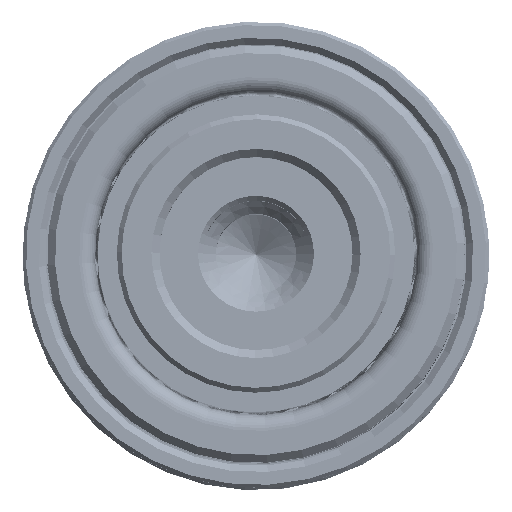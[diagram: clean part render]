
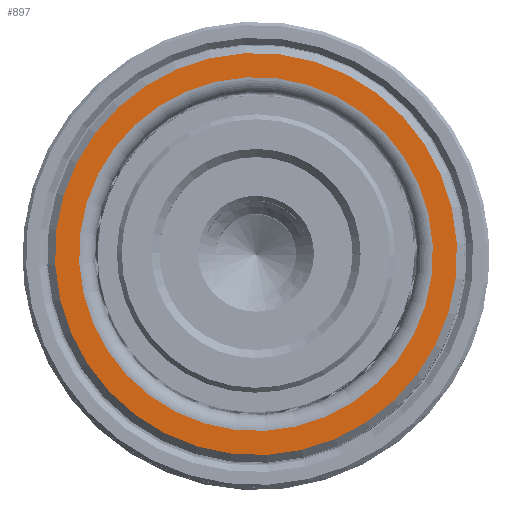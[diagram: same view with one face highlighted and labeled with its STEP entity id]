
A CAD part, top view. The second image highlights one B-rep face of the part: STEP entity #897.
In plain terms, the highlighted planar face has unit normal (0, 0, 1).
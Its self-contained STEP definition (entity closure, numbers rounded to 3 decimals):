
#148 = AXIS2_PLACEMENT_3D ( 'NONE', #29392, #14245, #31937 ) ;
#897 = ADVANCED_FACE ( 'NONE', ( #29340, #22601 ), #24909, .T. ) ;
#1468 = CARTESIAN_POINT ( 'NONE',  ( 0., 0., 35. ) ) ;
#1855 = VERTEX_POINT ( 'NONE', #3005 ) ;
#2050 = ORIENTED_EDGE ( 'NONE', *, *, #10984, .T. ) ;
#2522 = AXIS2_PLACEMENT_3D ( 'NONE', #1468, #19445, #4074 ) ;
#3005 = CARTESIAN_POINT ( 'NONE',  ( 12.5, 0., 35. ) ) ;
#3070 = ORIENTED_EDGE ( 'NONE', *, *, #29375, .T. ) ;
#4074 = DIRECTION ( 'NONE',  ( 1., 0., 0. ) ) ;
#4147 = ORIENTED_EDGE ( 'NONE', *, *, #5125, .T. ) ;
#4448 = CIRCLE ( 'NONE', #27433, 11. ) ;
#5125 = EDGE_CURVE ( 'NONE', #22421, #6372, #4448, .T. ) ;
#6372 = VERTEX_POINT ( 'NONE', #28701 ) ;
#8286 = AXIS2_PLACEMENT_3D ( 'NONE', #25920, #23361, #23253 ) ;
#9958 = DIRECTION ( 'NONE',  ( 0., 0., -1. ) ) ;
#10984 = EDGE_CURVE ( 'NONE', #15364, #1855, #11684, .T. ) ;
#11394 = EDGE_CURVE ( 'NONE', #1855, #15364, #14151, .T. ) ;
#11684 = CIRCLE ( 'NONE', #2522, 12.5 ) ;
#12637 = CARTESIAN_POINT ( 'NONE',  ( 0., 0., 35. ) ) ;
#14151 = CIRCLE ( 'NONE', #148, 12.5 ) ;
#14245 = DIRECTION ( 'NONE',  ( 0., 0., 1. ) ) ;
#15203 = DIRECTION ( 'NONE',  ( 1., 0., 0. ) ) ;
#15364 = VERTEX_POINT ( 'NONE', #20638 ) ;
#15690 = CIRCLE ( 'NONE', #19776, 11. ) ;
#19445 = DIRECTION ( 'NONE',  ( 0., 0., 1. ) ) ;
#19776 = AXIS2_PLACEMENT_3D ( 'NONE', #25162, #9958, #27739 ) ;
#20473 = ORIENTED_EDGE ( 'NONE', *, *, #11394, .T. ) ;
#20587 = CARTESIAN_POINT ( 'NONE',  ( 11., 0., 35. ) ) ;
#20638 = CARTESIAN_POINT ( 'NONE',  ( -12.5, 0., 35. ) ) ;
#22421 = VERTEX_POINT ( 'NONE', #20587 ) ;
#22601 = FACE_OUTER_BOUND ( 'NONE', #25154, .T. ) ;
#23253 = DIRECTION ( 'NONE',  ( 1., 0., 0. ) ) ;
#23361 = DIRECTION ( 'NONE',  ( 0., 0., 1. ) ) ;
#24909 = PLANE ( 'NONE',  #8286 ) ;
#25154 = EDGE_LOOP ( 'NONE', ( #2050, #20473 ) ) ;
#25162 = CARTESIAN_POINT ( 'NONE',  ( 0., 0., 35. ) ) ;
#25920 = CARTESIAN_POINT ( 'NONE',  ( 0., 0., 35. ) ) ;
#25938 = EDGE_LOOP ( 'NONE', ( #4147, #3070 ) ) ;
#27433 = AXIS2_PLACEMENT_3D ( 'NONE', #12637, #30343, #15203 ) ;
#27739 = DIRECTION ( 'NONE',  ( 1., 0., 0. ) ) ;
#28701 = CARTESIAN_POINT ( 'NONE',  ( -11., 0., 35. ) ) ;
#29340 = FACE_BOUND ( 'NONE', #25938, .T. ) ;
#29375 = EDGE_CURVE ( 'NONE', #6372, #22421, #15690, .T. ) ;
#29392 = CARTESIAN_POINT ( 'NONE',  ( 0., 0., 35. ) ) ;
#30343 = DIRECTION ( 'NONE',  ( 0., 0., -1. ) ) ;
#31937 = DIRECTION ( 'NONE',  ( 1., 0., 0. ) ) ;
